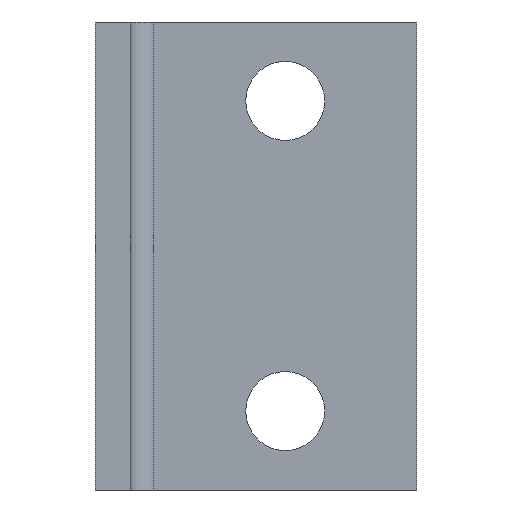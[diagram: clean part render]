
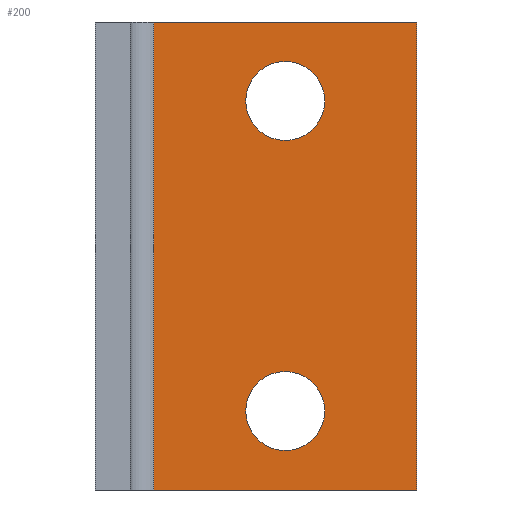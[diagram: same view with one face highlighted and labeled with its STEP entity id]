
A CAD part, front view. The second image highlights one B-rep face of the part: STEP entity #200.
In plain terms, the highlighted planar face has unit normal (0, -1, 0).
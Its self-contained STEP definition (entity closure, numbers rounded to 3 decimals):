
#29 = CARTESIAN_POINT ( 'NONE',  ( 4., 16., 80. ) ) ;
#31 = CARTESIAN_POINT ( 'NONE',  ( 4., 16., 0. ) ) ;
#35 = CARTESIAN_POINT ( 'NONE',  ( 49., 16., 80. ) ) ;
#36 = CARTESIAN_POINT ( 'NONE',  ( 49., 16., 0. ) ) ;
#45 = CARTESIAN_POINT ( 'NONE',  ( 26.5, 16., 20.25 ) ) ;
#47 = CARTESIAN_POINT ( 'NONE',  ( 26.5, 16., 73.25 ) ) ;
#72 = DIRECTION ( 'NONE',  ( 0., 0., -1. ) ) ;
#76 = CARTESIAN_POINT ( 'NONE',  ( 0., 16., 0. ) ) ;
#80 = DIRECTION ( 'NONE',  ( 1., 0., 0. ) ) ;
#93 = EDGE_CURVE ( 'NONE', #225, #317, #251, .T. ) ;
#117 = EDGE_CURVE ( 'NONE', #264, #313, #385, .T. ) ;
#123 = AXIS2_PLACEMENT_3D ( 'NONE', #447, #455, #456 ) ;
#125 = EDGE_CURVE ( 'NONE', #313, #317, #384, .T. ) ;
#129 = AXIS2_PLACEMENT_3D ( 'NONE', #444, #445, #446 ) ;
#134 = EDGE_CURVE ( 'NONE', #390, #390, #237, .T. ) ;
#145 = EDGE_CURVE ( 'NONE', #396, #396, #415, .T. ) ;
#146 = AXIS2_PLACEMENT_3D ( 'NONE', #431, #432, #433 ) ;
#155 = EDGE_CURVE ( 'NONE', #264, #225, #410, .T. ) ;
#172 = CARTESIAN_POINT ( 'NONE',  ( 49., 16., 80. ) ) ;
#173 = DIRECTION ( 'NONE',  ( 1., 0., 0. ) ) ;
#200 = ADVANCED_FACE ( 'NONE', ( #408, #371, #383 ), #454, .F. ) ;
#219 = ORIENTED_EDGE ( 'NONE', *, *, #125, .F. ) ;
#225 = VERTEX_POINT ( 'NONE', #31 ) ;
#226 = ORIENTED_EDGE ( 'NONE', *, *, #117, .F. ) ;
#237 = CIRCLE ( 'NONE', #146, 6.75 ) ;
#244 = ORIENTED_EDGE ( 'NONE', *, *, #134, .T. ) ;
#248 = ORIENTED_EDGE ( 'NONE', *, *, #93, .T. ) ;
#251 = LINE ( 'NONE', #76, #322 ) ;
#264 = VERTEX_POINT ( 'NONE', #29 ) ;
#287 = ORIENTED_EDGE ( 'NONE', *, *, #155, .T. ) ;
#313 = VERTEX_POINT ( 'NONE', #35 ) ;
#317 = VERTEX_POINT ( 'NONE', #36 ) ;
#322 = VECTOR ( 'NONE', #80, 1000. ) ;
#337 = ORIENTED_EDGE ( 'NONE', *, *, #145, .T. ) ;
#368 = VECTOR ( 'NONE', #173, 1000. ) ;
#371 = FACE_BOUND ( 'NONE', #492, .T. ) ;
#383 = FACE_OUTER_BOUND ( 'NONE', #497, .T. ) ;
#384 = LINE ( 'NONE', #172, #411 ) ;
#385 = LINE ( 'NONE', #489, #368 ) ;
#390 = VERTEX_POINT ( 'NONE', #45 ) ;
#396 = VERTEX_POINT ( 'NONE', #47 ) ;
#400 = VECTOR ( 'NONE', #452, 1000. ) ;
#408 = FACE_BOUND ( 'NONE', #499, .T. ) ;
#410 = LINE ( 'NONE', #451, #400 ) ;
#411 = VECTOR ( 'NONE', #72, 1000. ) ;
#415 = CIRCLE ( 'NONE', #129, 6.75 ) ;
#431 = CARTESIAN_POINT ( 'NONE',  ( 26.5, 16., 13.5 ) ) ;
#432 = DIRECTION ( 'NONE',  ( 0., 1., 0. ) ) ;
#433 = DIRECTION ( 'NONE',  ( 0., 0., 1. ) ) ;
#444 = CARTESIAN_POINT ( 'NONE',  ( 26.5, 16., 66.5 ) ) ;
#445 = DIRECTION ( 'NONE',  ( 0., 1., 0. ) ) ;
#446 = DIRECTION ( 'NONE',  ( 0., 0., 1. ) ) ;
#447 = CARTESIAN_POINT ( 'NONE',  ( 0., 16., 80. ) ) ;
#451 = CARTESIAN_POINT ( 'NONE',  ( 4., 16., 80. ) ) ;
#452 = DIRECTION ( 'NONE',  ( 0., 0., -1. ) ) ;
#454 = PLANE ( 'NONE',  #123 ) ;
#455 = DIRECTION ( 'NONE',  ( 0., 1., 0. ) ) ;
#456 = DIRECTION ( 'NONE',  ( 0., 0., 1. ) ) ;
#489 = CARTESIAN_POINT ( 'NONE',  ( 0., 16., 80. ) ) ;
#492 = EDGE_LOOP ( 'NONE', ( #244 ) ) ;
#497 = EDGE_LOOP ( 'NONE', ( #248, #219, #226, #287 ) ) ;
#499 = EDGE_LOOP ( 'NONE', ( #337 ) ) ;
